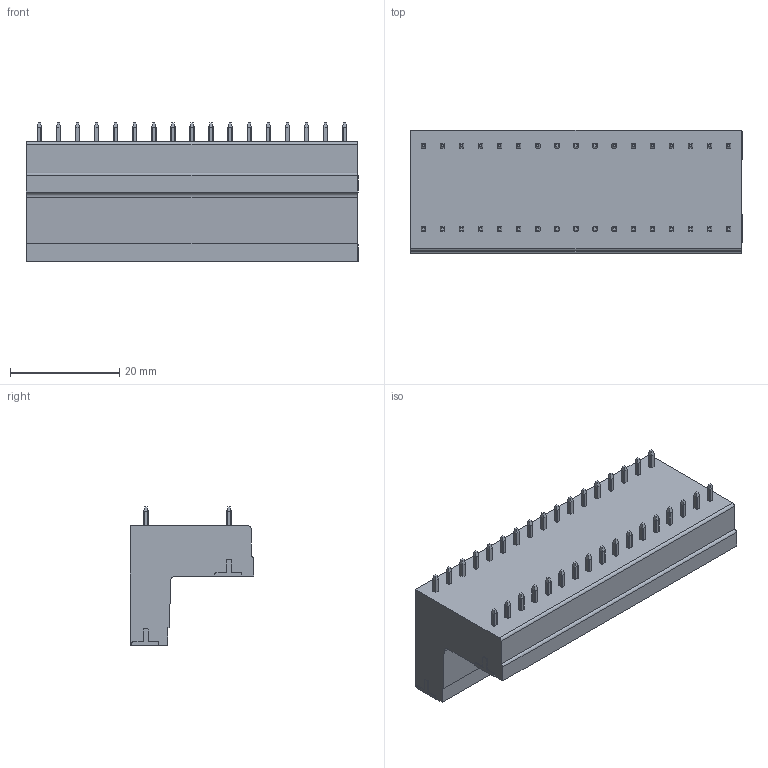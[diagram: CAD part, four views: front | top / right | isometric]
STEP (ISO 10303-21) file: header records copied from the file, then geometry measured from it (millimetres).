
FILE_DESCRIPTION((''),'2;1');
FILE_NAME('TLPHDC-005V-XXP','2024-08-08T13:54:37',('tluser'),(''),'CREO PARAMETRIC BY PTC INC, 2018100','CREO PARAMETRIC BY PTC INC, 2018100','');
FILE_SCHEMA(('CONFIG_CONTROL_DESIGN'));
Products named in the file (1): TLPHDC-005V-XXP
Bounding box: 60.9 x 22.7 x 25.4 mm (x, y, z)
Volume: 14317.6 mm3; surface area: 12763.2 mm2
Topology: 1 solids, 1 shells, 2748 faces, 7592 edges, 4982 vertices
Faces by surface type: plane 1845, cylinder 665, cone 170, torus 68
Entity records: 87437 total; most frequent: CARTESIAN_POINT 17141, ORIENTED_EDGE 15184, DIRECTION 13908, EDGE_CURVE 7592, VECTOR 5548, LINE 5548, VERTEX_POINT 4982, AXIS2_PLACEMENT_3D 4180
